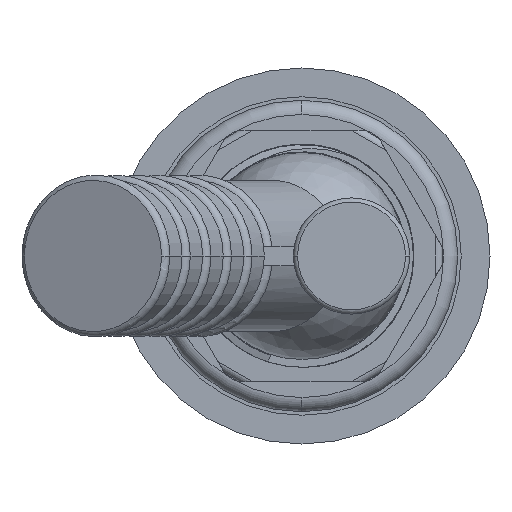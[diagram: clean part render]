
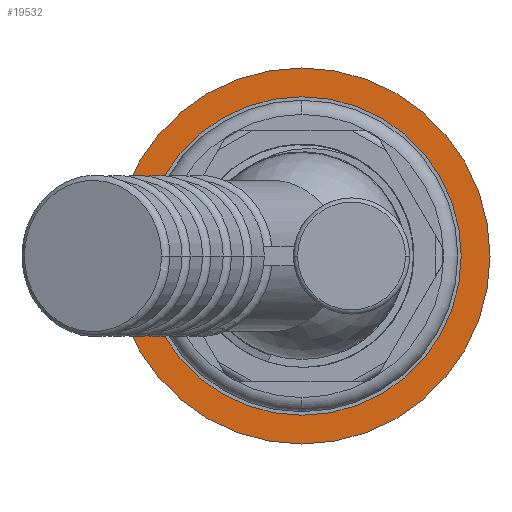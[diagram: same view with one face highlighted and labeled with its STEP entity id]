
A CAD part, front view. The second image highlights one B-rep face of the part: STEP entity #19532.
In plain terms, the highlighted planar face has unit normal (0, -1, 0).
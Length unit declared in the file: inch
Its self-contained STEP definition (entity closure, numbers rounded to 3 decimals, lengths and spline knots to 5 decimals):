
#6742=CARTESIAN_POINT('',(0.06564,0.,0.58513));
#6743=CARTESIAN_POINT('',(0.08473,0.,0.58437));
#6744=CARTESIAN_POINT('',(0.12273,0.,0.581));
#6745=CARTESIAN_POINT('',(0.17951,0.,0.57035));
#6746=CARTESIAN_POINT('',(0.23502,0.,0.55424));
#6747=CARTESIAN_POINT('',(0.2892,0.,0.53265));
#6748=CARTESIAN_POINT('',(0.3412,0.,0.50585));
#6749=CARTESIAN_POINT('',(0.39061,0.,0.47403));
#6750=CARTESIAN_POINT('',(0.43708,0.,0.43734));
#6751=CARTESIAN_POINT('',(0.47994,0.,0.39621));
#6752=CARTESIAN_POINT('',(0.51883,0.,0.35098));
#6753=CARTESIAN_POINT('',(0.54188,0.,0.31834));
#6754=CARTESIAN_POINT('',(0.55268,0.,0.30136));
#6838=CARTESIAN_POINT('',(0.,0.,0.));
#6839=DIRECTION('',(0.,1.,0.));
#6840=DIRECTION('',(-1.,0.,0.));
#6841=AXIS2_PLACEMENT_3D('',#6838,#6839,#6840);
#6909=CARTESIAN_POINT('',(0.,0.,0.));
#6910=DIRECTION('',(0.,-1.,0.));
#6911=DIRECTION('',(-1.,0.,0.));
#6912=AXIS2_PLACEMENT_3D('',#6909,#6910,#6911);
#8732=CARTESIAN_POINT('',(0.,0.,0.));
#8733=DIRECTION('',(0.,1.,0.));
#8734=DIRECTION('',(0.878,0.,0.479));
#8735=AXIS2_PLACEMENT_3D('',#8732,#8733,#8734);
#8836=CARTESIAN_POINT('',(0.07734,0.,-0.62473));
#8837=CARTESIAN_POINT('',(0.05713,0.,-0.62586));
#8838=CARTESIAN_POINT('',(0.01701,0.,-0.62615));
#8839=CARTESIAN_POINT('',(-0.04236,0.,-0.62089));
#8840=CARTESIAN_POINT('',(-0.10064,0.,-0.61005));
#8841=CARTESIAN_POINT('',(-0.15752,0.,-0.59369));
#8842=CARTESIAN_POINT('',(-0.21212,0.,-0.57211));
#8843=CARTESIAN_POINT('',(-0.26418,0.,-0.54549));
#8844=CARTESIAN_POINT('',(-0.31327,0.,-0.51408));
#8845=CARTESIAN_POINT('',(-0.35874,0.,-0.47835));
#8846=CARTESIAN_POINT('',(-0.40043,0.,-0.43851));
#8847=CARTESIAN_POINT('',(-0.42537,0.,-0.40955));
#8848=CARTESIAN_POINT('',(-0.43714,0.,-0.39445));
#8853=CARTESIAN_POINT('',(-0.43714,0.,-0.39445));
#8854=CARTESIAN_POINT('',(-0.45102,0.,-0.37907));
#8855=CARTESIAN_POINT('',(-0.47697,0.,-0.34707));
#8856=CARTESIAN_POINT('',(-0.51072,0.,-0.29518));
#8857=CARTESIAN_POINT('',(-0.5389,0.,-0.2399));
#8858=CARTESIAN_POINT('',(-0.56107,0.,-0.1821));
#8859=CARTESIAN_POINT('',(-0.57707,0.,-0.1223));
#8860=CARTESIAN_POINT('',(-0.58672,0.,-0.061));
#8861=CARTESIAN_POINT('',(-0.58988,0.,0.00072));
#8862=CARTESIAN_POINT('',(-0.58655,0.,0.0627));
#8863=CARTESIAN_POINT('',(-0.57673,0.,0.12384));
#8864=CARTESIAN_POINT('',(-0.5606,0.,0.18357));
#8865=CARTESIAN_POINT('',(-0.53818,0.,0.2415));
#8866=CARTESIAN_POINT('',(-0.50999,0.,0.29643));
#8867=CARTESIAN_POINT('',(-0.476,0.,0.34841));
#8868=CARTESIAN_POINT('',(-0.43685,0.,0.39638));
#8869=CARTESIAN_POINT('',(-0.39294,0.,0.43996));
#8870=CARTESIAN_POINT('',(-0.34448,0.,0.47885));
#8871=CARTESIAN_POINT('',(-0.29255,0.,0.51222));
#8872=CARTESIAN_POINT('',(-0.23707,0.,0.54016));
#8873=CARTESIAN_POINT('',(-0.17916,0.,0.56201));
#8874=CARTESIAN_POINT('',(-0.11929,0.,0.5777));
#8875=CARTESIAN_POINT('',(-0.05789,0.,0.58704));
#8876=CARTESIAN_POINT('',(0.00385,0.,0.58986));
#8877=CARTESIAN_POINT('',(0.04503,0.,0.58744));
#8878=CARTESIAN_POINT('',(0.06564,0.,0.58513));
#12952=CARTESIAN_POINT('',(-1.0625,0.,0.));
#12953=CARTESIAN_POINT('',(1.0625,0.,0.));
#12954=VERTEX_POINT('',#12952);
#12955=VERTEX_POINT('',#12953);
#12986=VERTEX_POINT('',#8836);
#12987=VERTEX_POINT('',#8848);
#12988=VERTEX_POINT('',#8878);
#12989=VERTEX_POINT('',#6754);
#19512=CARTESIAN_POINT('',(0.,0.,0.));
#19513=DIRECTION('',(0.,1.,0.));
#19514=DIRECTION('',(1.,0.,0.));
#19515=AXIS2_PLACEMENT_3D('',#19512,#19513,#19514);
#19516=PLANE('',#19515);
#19518=ORIENTED_EDGE('',*,*,#19517,.T.);
#19520=ORIENTED_EDGE('',*,*,#19519,.F.);
#19521=EDGE_LOOP('',(#19518,#19520));
#19522=FACE_OUTER_BOUND('',#19521,.F.);
#19524=ORIENTED_EDGE('',*,*,#19523,.F.);
#19525=ORIENTED_EDGE('',*,*,#19499,.F.);
#19527=ORIENTED_EDGE('',*,*,#19526,.F.);
#19529=ORIENTED_EDGE('',*,*,#19528,.F.);
#19530=EDGE_LOOP('',(#19524,#19525,#19527,#19529));
#19531=FACE_BOUND('',#19530,.F.);
#6755=B_SPLINE_CURVE_WITH_KNOTS('',3,(#6742,#6743,#6744,#6745,#6746,#6747,#6748,
#6749,#6750,#6751,#6752,#6753,#6754),.UNSPECIFIED.,.F.,.F.,(4,1,1,1,1,1,1,1,1,1,
4),(0.,0.1,0.2,0.3,0.4,0.5,0.6,0.7,0.8,0.9,1.),
.UNSPECIFIED.);
#6842=CIRCLE('',#6841,1.0625);
#6913=CIRCLE('',#6912,1.0625);
#8736=CIRCLE('',#8735,0.6295);
#8849=B_SPLINE_CURVE_WITH_KNOTS('',3,(#8836,#8837,#8838,#8839,#8840,#8841,#8842,
#8843,#8844,#8845,#8846,#8847,#8848),.UNSPECIFIED.,.F.,.F.,(4,1,1,1,1,1,1,1,1,1,
4),(0.,0.1,0.2,0.3,0.4,0.5,0.6,0.7,0.8,0.9,1.),
.UNSPECIFIED.);
#8879=B_SPLINE_CURVE_WITH_KNOTS('',3,(#8853,#8854,#8855,#8856,#8857,#8858,#8859,
#8860,#8861,#8862,#8863,#8864,#8865,#8866,#8867,#8868,#8869,#8870,#8871,#8872,
#8873,#8874,#8875,#8876,#8877,#8878),.UNSPECIFIED.,.F.,.F.,(4,1,1,1,1,1,1,1,1,1,
1,1,1,1,1,1,1,1,1,1,1,1,1,4),(0.,0.04348,0.08696,
0.13043,0.17391,0.21739,0.26087,
0.30435,0.34783,0.3913,0.43478,
0.47826,0.52174,0.56522,0.6087,
0.65217,0.69565,0.73913,0.78261,
0.82609,0.86957,0.91304,0.95652,1.),
.UNSPECIFIED.);
#19499=EDGE_CURVE('',#12988,#12989,#6755,.T.);
#19517=EDGE_CURVE('',#12954,#12955,#6842,.T.);
#19519=EDGE_CURVE('',#12954,#12955,#6913,.T.);
#19523=EDGE_CURVE('',#12989,#12986,#8736,.T.);
#19526=EDGE_CURVE('',#12987,#12988,#8879,.T.);
#19528=EDGE_CURVE('',#12986,#12987,#8849,.T.);
#19532=ADVANCED_FACE('',(#19522,#19531),#19516,.F.);
